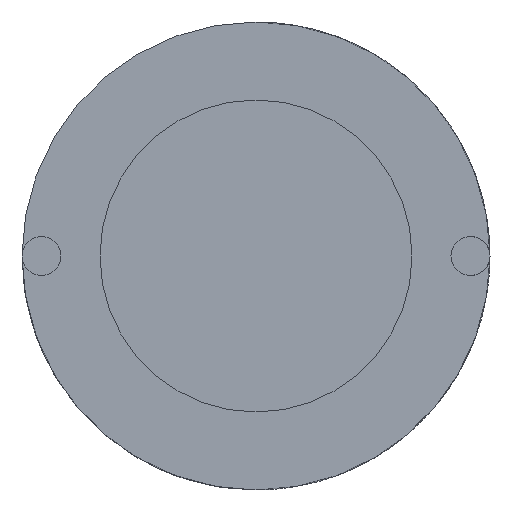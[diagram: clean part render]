
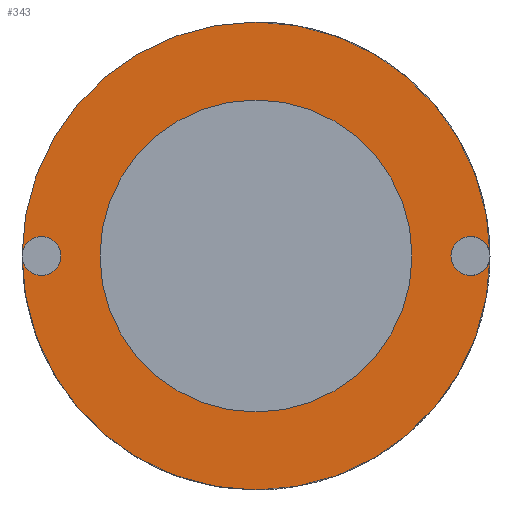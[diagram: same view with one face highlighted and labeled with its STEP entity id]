
A CAD part, front view. The second image highlights one B-rep face of the part: STEP entity #343.
In plain terms, the highlighted planar face has unit normal (0, 1, 0).
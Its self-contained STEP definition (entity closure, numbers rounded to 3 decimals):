
#22 = DIRECTION ( 'NONE',  ( 0., 0., 1. ) ) ;
#41 = AXIS2_PLACEMENT_3D ( 'NONE', #304, #471, #22 ) ;
#44 = ORIENTED_EDGE ( 'NONE', *, *, #60, .T. ) ;
#58 = CIRCLE ( 'NONE', #353, 3. ) ;
#60 = EDGE_CURVE ( 'NONE', #444, #459, #58, .T. ) ;
#66 = DIRECTION ( 'NONE',  ( 0., 1., 0. ) ) ;
#67 = CIRCLE ( 'NONE', #160, 2. ) ;
#79 = ORIENTED_EDGE ( 'NONE', *, *, #244, .F. ) ;
#84 = EDGE_LOOP ( 'NONE', ( #79, #398 ) ) ;
#92 = EDGE_CURVE ( 'NONE', #459, #444, #412, .T. ) ;
#108 = CARTESIAN_POINT ( 'NONE',  ( 0., 3.5, 0. ) ) ;
#122 = CARTESIAN_POINT ( 'NONE',  ( 0., 3.5, -3. ) ) ;
#128 = CARTESIAN_POINT ( 'NONE',  ( 0., 3.5, -2. ) ) ;
#144 = CIRCLE ( 'NONE', #292, 2. ) ;
#159 = PLANE ( 'NONE',  #252 ) ;
#160 = AXIS2_PLACEMENT_3D ( 'NONE', #108, #66, #235 ) ;
#198 = EDGE_LOOP ( 'NONE', ( #44, #203 ) ) ;
#203 = ORIENTED_EDGE ( 'NONE', *, *, #92, .T. ) ;
#222 = EDGE_CURVE ( 'NONE', #280, #451, #144, .T. ) ;
#235 = DIRECTION ( 'NONE',  ( 0., 0., 1. ) ) ;
#244 = EDGE_CURVE ( 'NONE', #451, #280, #67, .T. ) ;
#252 = AXIS2_PLACEMENT_3D ( 'NONE', #472, #384, #308 ) ;
#271 = CARTESIAN_POINT ( 'NONE',  ( 0., 3.5, 0. ) ) ;
#277 = CARTESIAN_POINT ( 'NONE',  ( 0., 3.5, 2. ) ) ;
#280 = VERTEX_POINT ( 'NONE', #277 ) ;
#292 = AXIS2_PLACEMENT_3D ( 'NONE', #271, #445, #393 ) ;
#304 = CARTESIAN_POINT ( 'NONE',  ( 0., 3.5, 0. ) ) ;
#308 = DIRECTION ( 'NONE',  ( 0., 0., 1. ) ) ;
#320 = FACE_OUTER_BOUND ( 'NONE', #198, .T. ) ;
#338 = CARTESIAN_POINT ( 'NONE',  ( 0., 3.5, 0. ) ) ;
#343 = ADVANCED_FACE ( 'NONE', ( #360, #320 ), #159, .T. ) ;
#353 = AXIS2_PLACEMENT_3D ( 'NONE', #338, #465, #420 ) ;
#360 = FACE_BOUND ( 'NONE', #84, .T. ) ;
#384 = DIRECTION ( 'NONE',  ( 0., 1., 0. ) ) ;
#393 = DIRECTION ( 'NONE',  ( 0., 0., 1. ) ) ;
#398 = ORIENTED_EDGE ( 'NONE', *, *, #222, .F. ) ;
#412 = CIRCLE ( 'NONE', #41, 3. ) ;
#420 = DIRECTION ( 'NONE',  ( 0., 0., 1. ) ) ;
#444 = VERTEX_POINT ( 'NONE', #122 ) ;
#445 = DIRECTION ( 'NONE',  ( 0., 1., 0. ) ) ;
#451 = VERTEX_POINT ( 'NONE', #128 ) ;
#459 = VERTEX_POINT ( 'NONE', #463 ) ;
#463 = CARTESIAN_POINT ( 'NONE',  ( 0., 3.5, 3. ) ) ;
#465 = DIRECTION ( 'NONE',  ( 0., 1., 0. ) ) ;
#471 = DIRECTION ( 'NONE',  ( 0., 1., 0. ) ) ;
#472 = CARTESIAN_POINT ( 'NONE',  ( 0., 3.5, 0. ) ) ;
